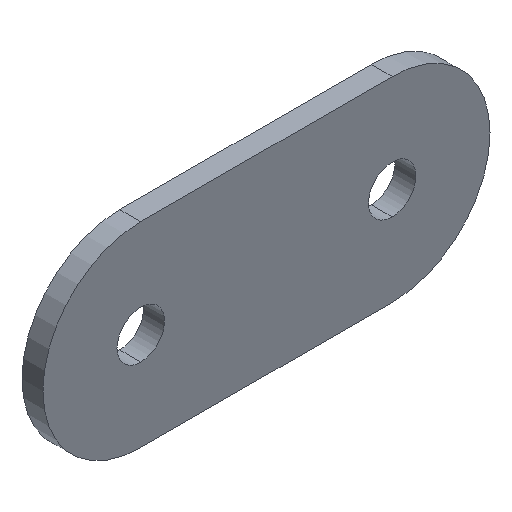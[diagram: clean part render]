
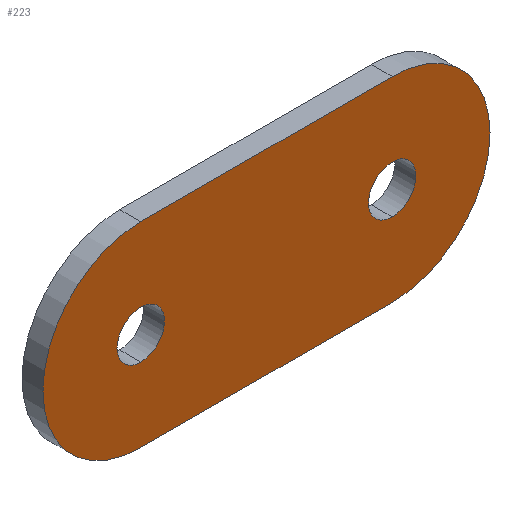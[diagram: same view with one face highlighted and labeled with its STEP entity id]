
A CAD part, isometric view. The second image highlights one B-rep face of the part: STEP entity #223.
In plain terms, the highlighted planar face has unit normal (0, -1, 0).
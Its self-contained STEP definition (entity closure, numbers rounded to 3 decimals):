
#4 = DIRECTION ( 'NONE',  ( 0., 1., 0. ) ) ;
#6 = AXIS2_PLACEMENT_3D ( 'NONE', #89, #119, #331 ) ;
#22 = EDGE_CURVE ( 'NONE', #101, #372, #186, .T. ) ;
#24 = FACE_BOUND ( 'NONE', #44, .T. ) ;
#33 = EDGE_CURVE ( 'NONE', #279, #95, #94, .T. ) ;
#39 = EDGE_CURVE ( 'NONE', #123, #380, #132, .T. ) ;
#44 = EDGE_LOOP ( 'NONE', ( #373, #213 ) ) ;
#45 = ORIENTED_EDGE ( 'NONE', *, *, #388, .F. ) ;
#52 = EDGE_CURVE ( 'NONE', #380, #123, #283, .T. ) ;
#64 = EDGE_LOOP ( 'NONE', ( #337, #187 ) ) ;
#75 = DIRECTION ( 'NONE',  ( 0., 1., 0. ) ) ;
#83 = AXIS2_PLACEMENT_3D ( 'NONE', #167, #4, #287 ) ;
#85 = CARTESIAN_POINT ( 'NONE',  ( -9., 0., 0. ) ) ;
#89 = CARTESIAN_POINT ( 'NONE',  ( -9., 0., 0. ) ) ;
#92 = EDGE_LOOP ( 'NONE', ( #312, #248, #45, #124 ) ) ;
#94 = CIRCLE ( 'NONE', #264, 1.7 ) ;
#95 = VERTEX_POINT ( 'NONE', #175 ) ;
#96 = CIRCLE ( 'NONE', #310, 7. ) ;
#98 = CARTESIAN_POINT ( 'NONE',  ( -9., 0., -7. ) ) ;
#101 = VERTEX_POINT ( 'NONE', #263 ) ;
#102 = VERTEX_POINT ( 'NONE', #115 ) ;
#105 = DIRECTION ( 'NONE',  ( 1., 0., 0. ) ) ;
#115 = CARTESIAN_POINT ( 'NONE',  ( 9., 0., 7. ) ) ;
#119 = DIRECTION ( 'NONE',  ( 0., 1., 0. ) ) ;
#123 = VERTEX_POINT ( 'NONE', #192 ) ;
#124 = ORIENTED_EDGE ( 'NONE', *, *, #147, .F. ) ;
#131 = CARTESIAN_POINT ( 'NONE',  ( 9., 0., 0. ) ) ;
#132 = CIRCLE ( 'NONE', #6, 1.7 ) ;
#138 = CARTESIAN_POINT ( 'NONE',  ( -9., 0., 0. ) ) ;
#145 = AXIS2_PLACEMENT_3D ( 'NONE', #85, #300, #298 ) ;
#147 = EDGE_CURVE ( 'NONE', #305, #102, #342, .T. ) ;
#167 = CARTESIAN_POINT ( 'NONE',  ( 9., 0., 0. ) ) ;
#175 = CARTESIAN_POINT ( 'NONE',  ( 9., 0., -1.7 ) ) ;
#179 = EDGE_CURVE ( 'NONE', #95, #279, #253, .T. ) ;
#186 = LINE ( 'NONE', #98, #359 ) ;
#187 = ORIENTED_EDGE ( 'NONE', *, *, #33, .T. ) ;
#191 = CARTESIAN_POINT ( 'NONE',  ( 9., 0., 1.7 ) ) ;
#192 = CARTESIAN_POINT ( 'NONE',  ( -9., 0., 1.7 ) ) ;
#194 = VECTOR ( 'NONE', #105, 1000. ) ;
#204 = EDGE_CURVE ( 'NONE', #372, #305, #96, .T. ) ;
#205 = DIRECTION ( 'NONE',  ( 0., 0., 1. ) ) ;
#210 = AXIS2_PLACEMENT_3D ( 'NONE', #131, #75, #224 ) ;
#213 = ORIENTED_EDGE ( 'NONE', *, *, #39, .T. ) ;
#220 = DIRECTION ( 'NONE',  ( 0., 1., 0. ) ) ;
#223 = ADVANCED_FACE ( 'NONE', ( #225, #229, #24 ), #371, .F. ) ;
#224 = DIRECTION ( 'NONE',  ( 0., 0., 1. ) ) ;
#225 = FACE_OUTER_BOUND ( 'NONE', #92, .T. ) ;
#229 = FACE_BOUND ( 'NONE', #64, .T. ) ;
#240 = DIRECTION ( 'NONE',  ( 0., 0., 1. ) ) ;
#248 = ORIENTED_EDGE ( 'NONE', *, *, #22, .F. ) ;
#250 = CARTESIAN_POINT ( 'NONE',  ( 9., 0., 0. ) ) ;
#253 = CIRCLE ( 'NONE', #83, 1.7 ) ;
#254 = CARTESIAN_POINT ( 'NONE',  ( -9., 0., -7. ) ) ;
#263 = CARTESIAN_POINT ( 'NONE',  ( 9., 0., -7. ) ) ;
#264 = AXIS2_PLACEMENT_3D ( 'NONE', #250, #220, #348 ) ;
#277 = DIRECTION ( 'NONE',  ( -1., 0., 0. ) ) ;
#279 = VERTEX_POINT ( 'NONE', #191 ) ;
#281 = CARTESIAN_POINT ( 'NONE',  ( -9., 0., 7. ) ) ;
#283 = CIRCLE ( 'NONE', #145, 1.7 ) ;
#287 = DIRECTION ( 'NONE',  ( 0., 0., 1. ) ) ;
#298 = DIRECTION ( 'NONE',  ( 0., 0., 1. ) ) ;
#300 = DIRECTION ( 'NONE',  ( 0., 1., 0. ) ) ;
#302 = CARTESIAN_POINT ( 'NONE',  ( -9., 0., 0. ) ) ;
#303 = AXIS2_PLACEMENT_3D ( 'NONE', #302, #336, #205 ) ;
#305 = VERTEX_POINT ( 'NONE', #350 ) ;
#310 = AXIS2_PLACEMENT_3D ( 'NONE', #138, #334, #240 ) ;
#312 = ORIENTED_EDGE ( 'NONE', *, *, #204, .F. ) ;
#323 = CARTESIAN_POINT ( 'NONE',  ( -9., 0., -1.7 ) ) ;
#331 = DIRECTION ( 'NONE',  ( 0., 0., 1. ) ) ;
#334 = DIRECTION ( 'NONE',  ( 0., 1., 0. ) ) ;
#336 = DIRECTION ( 'NONE',  ( 0., 1., 0. ) ) ;
#337 = ORIENTED_EDGE ( 'NONE', *, *, #179, .T. ) ;
#342 = LINE ( 'NONE', #281, #194 ) ;
#348 = DIRECTION ( 'NONE',  ( 0., 0., 1. ) ) ;
#350 = CARTESIAN_POINT ( 'NONE',  ( -9., 0., 7. ) ) ;
#359 = VECTOR ( 'NONE', #277, 1000. ) ;
#371 = PLANE ( 'NONE',  #303 ) ;
#372 = VERTEX_POINT ( 'NONE', #254 ) ;
#373 = ORIENTED_EDGE ( 'NONE', *, *, #52, .T. ) ;
#376 = CIRCLE ( 'NONE', #210, 7. ) ;
#380 = VERTEX_POINT ( 'NONE', #323 ) ;
#388 = EDGE_CURVE ( 'NONE', #102, #101, #376, .T. ) ;
